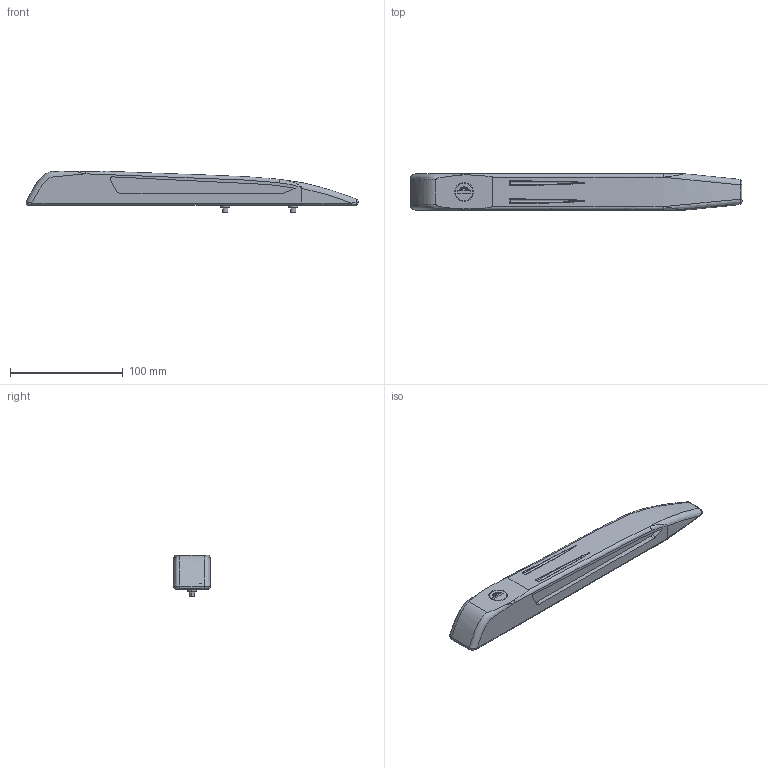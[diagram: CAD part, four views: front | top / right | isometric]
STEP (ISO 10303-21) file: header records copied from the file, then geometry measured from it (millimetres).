
FILE_DESCRIPTION (( 'STEP AP203' ), '1' );
FILE_NAME ('U8002250202 Çàìîê-ðó÷êà êîìôîðòíàÿ LC2 RS52 RAL7035 (ñåðàÿ) USOLA (000.801.813).STEP', '2022-04-27T08:12:51', ( '' ), ( '' ), 'SwSTEP 2.0', 'SolidWorks 2017', '' );
FILE_SCHEMA (( 'CONFIG_CONTROL_DESIGN' ));
Length unit declared in the file: millimetre
Products named in the file (2): Çàìîê-ðó÷êà êîìôîðòíàÿ_Žâªàëâ® 00; U8002250202 Çàìîê-ðó÷êà êîìôîðòíàÿ LC2 RS52 RAL7035 (ñåðàÿ) USOLA (000.801.813)
Assembly tree (1 placements, depth 2):
  U8002250202 Çàìîê-ðó÷êà êîìôîðòíàÿ LC2 RS52 RAL7035 (ñåðàÿ) USOLA (000.801.813)
    Çàìîê-ðó÷êà êîìôîðòíàÿ_Žâªàëâ® 00
Bounding box: 293.91 x 32 x 36.68 mm (x, y, z)
Volume: 178237.2 mm3; surface area: 39486 mm2
Topology: 2 solids, 2 shells, 192 faces, 443 edges, 273 vertices
Faces by surface type: plane 72, cylinder 61, bspline 43, torus 14, sphere 2
Entity records: 7958 total; most frequent: CARTESIAN_POINT 3665, ORIENTED_EDGE 886, DIRECTION 808, EDGE_CURVE 443, AXIS2_PLACEMENT_3D 312, VERTEX_POINT 273, EDGE_LOOP 210, ADVANCED_FACE 192
